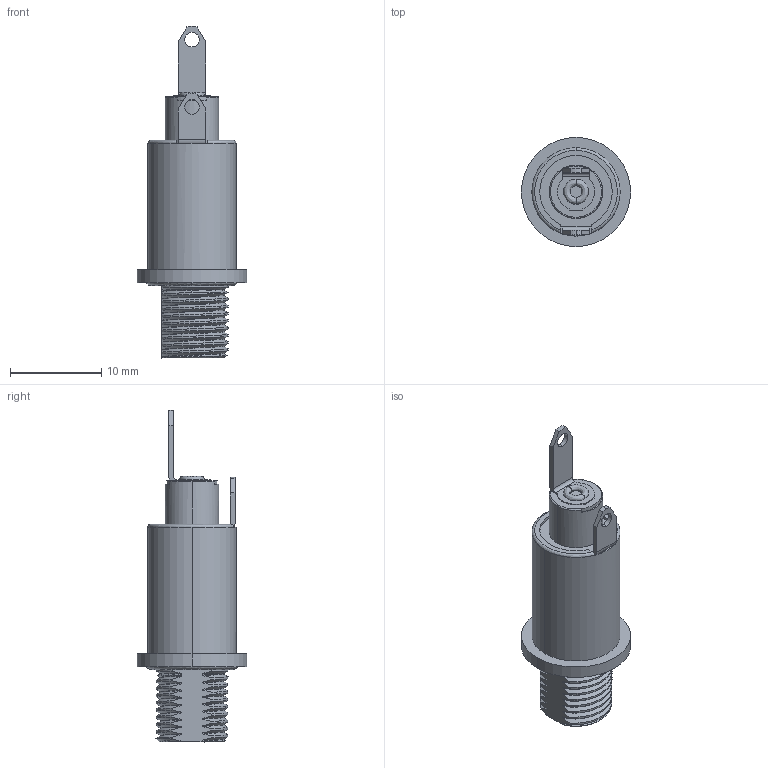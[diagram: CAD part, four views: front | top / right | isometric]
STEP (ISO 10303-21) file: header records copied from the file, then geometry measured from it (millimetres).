
FILE_DESCRIPTION (( 'STEP AP214' ), '1' );
FILE_NAME ('ST10U.STEP', '2014-07-01T18:02:14', ( '' ), ( '' ), 'SwSTEP 2.0', 'SolidWorks 2014', '' );
FILE_SCHEMA (( 'AUTOMOTIVE_DESIGN' ));
Length unit declared in the file: inch
Products named in the file (1): ST10U
Bounding box: 11.94 x 11.94 x 36.3 mm (x, y, z)
Volume: 1474.9 mm3; surface area: 1327.5 mm2
Topology: 1 solids, 2 shells, 158 faces, 433 edges, 285 vertices
Faces by surface type: cylinder 75, plane 40, bspline 35, cone 8
Entity records: 13483 total; most frequent: CARTESIAN_POINT 7766, ORIENTED_EDGE 866, DIRECTION 649, EDGE_CURVE 433, VERTEX_POINT 285, AXIS2_PLACEMENT_3D 240, EDGE_LOOP 170, VECTOR 169
